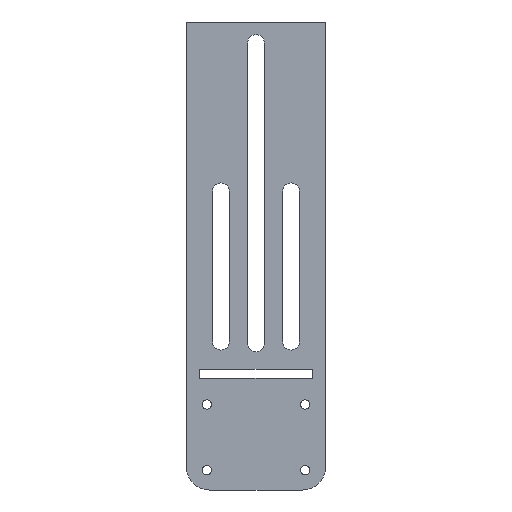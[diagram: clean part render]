
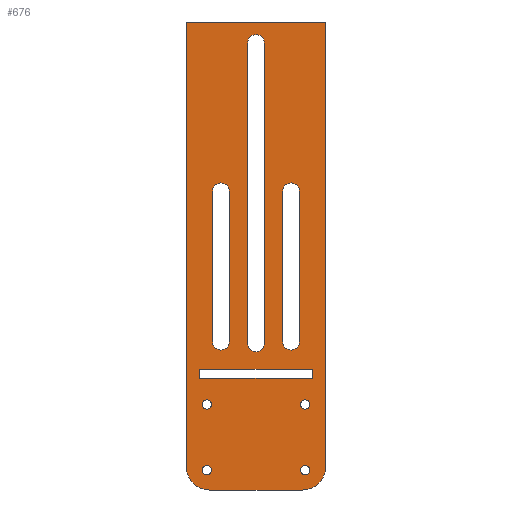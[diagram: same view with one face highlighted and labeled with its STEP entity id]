
A CAD part, front view. The second image highlights one B-rep face of the part: STEP entity #676.
In plain terms, the highlighted planar face has unit normal (0, -1, 0).
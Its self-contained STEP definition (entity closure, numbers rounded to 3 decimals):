
#27=FACE_BOUND('',#139,.T.);
#28=FACE_BOUND('',#140,.T.);
#29=FACE_BOUND('',#141,.T.);
#30=FACE_BOUND('',#142,.T.);
#31=FACE_BOUND('',#143,.T.);
#32=FACE_BOUND('',#144,.T.);
#33=FACE_BOUND('',#145,.T.);
#34=FACE_BOUND('',#146,.T.);
#54=PLANE('',#758);
#90=FACE_OUTER_BOUND('',#138,.T.);
#138=EDGE_LOOP('',(#599,#600,#601,#602,#603,#604));
#139=EDGE_LOOP('',(#605));
#140=EDGE_LOOP('',(#606));
#141=EDGE_LOOP('',(#607));
#142=EDGE_LOOP('',(#608));
#143=EDGE_LOOP('',(#609,#610,#611,#612));
#144=EDGE_LOOP('',(#613,#614,#615,#616));
#145=EDGE_LOOP('',(#617,#618,#619,#620));
#146=EDGE_LOOP('',(#621,#622,#623,#624));
#155=LINE('',#1011,#213);
#160=LINE('',#1025,#218);
#163=LINE('',#1035,#221);
#168=LINE('',#1049,#226);
#171=LINE('',#1059,#229);
#176=LINE('',#1073,#234);
#179=LINE('',#1083,#237);
#183=LINE('',#1091,#241);
#186=LINE('',#1097,#244);
#189=LINE('',#1102,#247);
#191=LINE('',#1107,#249);
#195=LINE('',#1115,#253);
#199=LINE('',#1127,#257);
#203=LINE('',#1138,#261);
#213=VECTOR('',#827,10.);
#218=VECTOR('',#840,10.);
#221=VECTOR('',#851,10.);
#226=VECTOR('',#864,10.);
#229=VECTOR('',#875,10.);
#234=VECTOR('',#888,10.);
#237=VECTOR('',#899,10.);
#241=VECTOR('',#905,10.);
#244=VECTOR('',#910,10.);
#247=VECTOR('',#915,10.);
#249=VECTOR('',#919,10.);
#253=VECTOR('',#925,10.);
#257=VECTOR('',#937,10.);
#261=VECTOR('',#949,10.);
#266=CIRCLE('',#696,1.);
#270=CIRCLE('',#703,1.);
#274=CIRCLE('',#710,1.);
#278=CIRCLE('',#717,1.);
#279=CIRCLE('',#721,1.8);
#281=CIRCLE('',#725,1.8);
#283=CIRCLE('',#729,1.8);
#285=CIRCLE('',#733,1.8);
#287=CIRCLE('',#737,1.8);
#289=CIRCLE('',#741,1.8);
#291=CIRCLE('',#750,5.);
#293=CIRCLE('',#754,5.);
#298=VERTEX_POINT('',#965);
#302=VERTEX_POINT('',#978);
#306=VERTEX_POINT('',#991);
#310=VERTEX_POINT('',#1004);
#311=VERTEX_POINT('',#1009);
#312=VERTEX_POINT('',#1010);
#315=VERTEX_POINT('',#1018);
#317=VERTEX_POINT('',#1024);
#319=VERTEX_POINT('',#1033);
#320=VERTEX_POINT('',#1034);
#323=VERTEX_POINT('',#1042);
#325=VERTEX_POINT('',#1048);
#327=VERTEX_POINT('',#1057);
#328=VERTEX_POINT('',#1058);
#331=VERTEX_POINT('',#1066);
#333=VERTEX_POINT('',#1072);
#335=VERTEX_POINT('',#1081);
#336=VERTEX_POINT('',#1082);
#339=VERTEX_POINT('',#1090);
#341=VERTEX_POINT('',#1096);
#343=VERTEX_POINT('',#1105);
#344=VERTEX_POINT('',#1106);
#347=VERTEX_POINT('',#1114);
#349=VERTEX_POINT('',#1120);
#351=VERTEX_POINT('',#1126);
#353=VERTEX_POINT('',#1132);
#360=EDGE_CURVE('',#298,#298,#266,.T.);
#366=EDGE_CURVE('',#302,#302,#270,.T.);
#372=EDGE_CURVE('',#306,#306,#274,.T.);
#378=EDGE_CURVE('',#310,#310,#278,.T.);
#379=EDGE_CURVE('',#311,#312,#155,.T.);
#383=EDGE_CURVE('',#315,#311,#279,.T.);
#386=EDGE_CURVE('',#317,#315,#160,.T.);
#389=EDGE_CURVE('',#312,#317,#281,.T.);
#391=EDGE_CURVE('',#319,#320,#163,.T.);
#395=EDGE_CURVE('',#323,#319,#283,.T.);
#398=EDGE_CURVE('',#325,#323,#168,.T.);
#401=EDGE_CURVE('',#320,#325,#285,.T.);
#403=EDGE_CURVE('',#327,#328,#171,.T.);
#407=EDGE_CURVE('',#331,#327,#287,.T.);
#410=EDGE_CURVE('',#333,#331,#176,.T.);
#413=EDGE_CURVE('',#328,#333,#289,.T.);
#415=EDGE_CURVE('',#335,#336,#179,.T.);
#419=EDGE_CURVE('',#339,#335,#183,.T.);
#422=EDGE_CURVE('',#341,#339,#186,.T.);
#425=EDGE_CURVE('',#336,#341,#189,.T.);
#427=EDGE_CURVE('',#343,#344,#191,.T.);
#431=EDGE_CURVE('',#344,#347,#195,.T.);
#434=EDGE_CURVE('',#349,#347,#291,.T.);
#437=EDGE_CURVE('',#349,#351,#199,.T.);
#440=EDGE_CURVE('',#353,#351,#293,.T.);
#443=EDGE_CURVE('',#353,#343,#203,.T.);
#599=ORIENTED_EDGE('',*,*,#443,.T.);
#600=ORIENTED_EDGE('',*,*,#427,.T.);
#601=ORIENTED_EDGE('',*,*,#431,.T.);
#602=ORIENTED_EDGE('',*,*,#434,.F.);
#603=ORIENTED_EDGE('',*,*,#437,.T.);
#604=ORIENTED_EDGE('',*,*,#440,.F.);
#605=ORIENTED_EDGE('',*,*,#360,.F.);
#606=ORIENTED_EDGE('',*,*,#366,.F.);
#607=ORIENTED_EDGE('',*,*,#372,.F.);
#608=ORIENTED_EDGE('',*,*,#378,.F.);
#609=ORIENTED_EDGE('',*,*,#425,.F.);
#610=ORIENTED_EDGE('',*,*,#415,.F.);
#611=ORIENTED_EDGE('',*,*,#419,.F.);
#612=ORIENTED_EDGE('',*,*,#422,.F.);
#613=ORIENTED_EDGE('',*,*,#413,.F.);
#614=ORIENTED_EDGE('',*,*,#403,.F.);
#615=ORIENTED_EDGE('',*,*,#407,.F.);
#616=ORIENTED_EDGE('',*,*,#410,.F.);
#617=ORIENTED_EDGE('',*,*,#401,.F.);
#618=ORIENTED_EDGE('',*,*,#391,.F.);
#619=ORIENTED_EDGE('',*,*,#395,.F.);
#620=ORIENTED_EDGE('',*,*,#398,.F.);
#621=ORIENTED_EDGE('',*,*,#389,.F.);
#622=ORIENTED_EDGE('',*,*,#379,.F.);
#623=ORIENTED_EDGE('',*,*,#383,.F.);
#624=ORIENTED_EDGE('',*,*,#386,.F.);
#676=ADVANCED_FACE('',(#90,#27,#28,#29,#30,#31,#32,#33,#34),#54,.F.);
#696=AXIS2_PLACEMENT_3D('',#967,#773,#774);
#703=AXIS2_PLACEMENT_3D('',#980,#789,#790);
#710=AXIS2_PLACEMENT_3D('',#993,#805,#806);
#717=AXIS2_PLACEMENT_3D('',#1006,#821,#822);
#721=AXIS2_PLACEMENT_3D('',#1019,#833,#834);
#725=AXIS2_PLACEMENT_3D('',#1030,#845,#846);
#729=AXIS2_PLACEMENT_3D('',#1043,#857,#858);
#733=AXIS2_PLACEMENT_3D('',#1054,#869,#870);
#737=AXIS2_PLACEMENT_3D('',#1067,#881,#882);
#741=AXIS2_PLACEMENT_3D('',#1078,#893,#894);
#750=AXIS2_PLACEMENT_3D('',#1121,#930,#931);
#754=AXIS2_PLACEMENT_3D('',#1133,#942,#943);
#758=AXIS2_PLACEMENT_3D('',#1141,#953,#954);
#773=DIRECTION('center_axis',(0.,-1.,0.));
#774=DIRECTION('ref_axis',(1.,0.,0.));
#789=DIRECTION('center_axis',(0.,-1.,0.));
#790=DIRECTION('ref_axis',(1.,0.,0.));
#805=DIRECTION('center_axis',(0.,-1.,0.));
#806=DIRECTION('ref_axis',(1.,0.,0.));
#821=DIRECTION('center_axis',(0.,-1.,0.));
#822=DIRECTION('ref_axis',(1.,0.,0.));
#827=DIRECTION('',(0.,0.,1.));
#833=DIRECTION('center_axis',(0.,-1.,0.));
#834=DIRECTION('ref_axis',(1.,0.,0.));
#840=DIRECTION('',(0.,0.,-1.));
#845=DIRECTION('center_axis',(0.,-1.,0.));
#846=DIRECTION('ref_axis',(-1.,0.,0.));
#851=DIRECTION('',(0.,0.,-1.));
#857=DIRECTION('center_axis',(0.,-1.,0.));
#858=DIRECTION('ref_axis',(-1.,0.,0.));
#864=DIRECTION('',(0.,0.,1.));
#869=DIRECTION('center_axis',(0.,-1.,0.));
#870=DIRECTION('ref_axis',(1.,0.,0.));
#875=DIRECTION('',(0.,0.,-1.));
#881=DIRECTION('center_axis',(0.,-1.,0.));
#882=DIRECTION('ref_axis',(-1.,0.,0.));
#888=DIRECTION('',(0.,0.,1.));
#893=DIRECTION('center_axis',(0.,-1.,0.));
#894=DIRECTION('ref_axis',(1.,0.,0.));
#899=DIRECTION('',(1.,0.,0.));
#905=DIRECTION('',(0.,0.,-1.));
#910=DIRECTION('',(-1.,0.,0.));
#915=DIRECTION('',(0.,0.,1.));
#919=DIRECTION('',(-1.,0.,0.));
#925=DIRECTION('',(0.,0.,-1.));
#930=DIRECTION('center_axis',(0.,1.,0.));
#931=DIRECTION('ref_axis',(0.,0.,-1.));
#937=DIRECTION('',(1.,0.,0.));
#942=DIRECTION('center_axis',(0.,1.,0.));
#943=DIRECTION('ref_axis',(1.,0.,0.));
#949=DIRECTION('',(0.,0.,1.));
#953=DIRECTION('center_axis',(0.,1.,0.));
#954=DIRECTION('ref_axis',(1.,0.,0.));
#965=CARTESIAN_POINT('',(9.5,0.,-51.081));
#967=CARTESIAN_POINT('Origin',(10.5,0.,-51.081));
#978=CARTESIAN_POINT('',(-11.5,0.,-51.081));
#980=CARTESIAN_POINT('Origin',(-10.5,0.,-51.081));
#991=CARTESIAN_POINT('',(9.5,0.,-37.069));
#993=CARTESIAN_POINT('Origin',(10.5,0.,-37.069));
#1004=CARTESIAN_POINT('',(-11.5,0.,-37.069));
#1006=CARTESIAN_POINT('Origin',(-10.5,0.,-37.069));
#1009=CARTESIAN_POINT('',(1.8,0.,-23.978));
#1010=CARTESIAN_POINT('',(1.8,0.,40.168));
#1011=CARTESIAN_POINT('',(1.8,0.,40.168));
#1018=CARTESIAN_POINT('',(-1.8,0.,-23.978));
#1019=CARTESIAN_POINT('Origin',(0.,0.,-23.978));
#1024=CARTESIAN_POINT('',(-1.8,0.,40.168));
#1025=CARTESIAN_POINT('',(-1.8,0.,-23.978));
#1030=CARTESIAN_POINT('Origin',(0.,0.,40.168));
#1033=CARTESIAN_POINT('',(-9.3,0.,8.491));
#1034=CARTESIAN_POINT('',(-9.3,0.,-23.62));
#1035=CARTESIAN_POINT('',(-9.3,0.,-23.62));
#1042=CARTESIAN_POINT('',(-5.7,0.,8.491));
#1043=CARTESIAN_POINT('Origin',(-7.5,0.,8.491));
#1048=CARTESIAN_POINT('',(-5.7,0.,-23.62));
#1049=CARTESIAN_POINT('',(-5.7,0.,8.491));
#1054=CARTESIAN_POINT('Origin',(-7.5,0.,-23.62));
#1057=CARTESIAN_POINT('',(5.7,0.,8.491));
#1058=CARTESIAN_POINT('',(5.7,0.,-23.62));
#1059=CARTESIAN_POINT('',(5.7,0.,8.491));
#1066=CARTESIAN_POINT('',(9.3,0.,8.491));
#1067=CARTESIAN_POINT('Origin',(7.5,0.,8.491));
#1072=CARTESIAN_POINT('',(9.3,0.,-23.62));
#1073=CARTESIAN_POINT('',(9.3,0.,-23.62));
#1078=CARTESIAN_POINT('Origin',(7.5,0.,-23.62));
#1081=CARTESIAN_POINT('',(-12.,0.,-31.48));
#1082=CARTESIAN_POINT('',(12.,0.,-31.48));
#1083=CARTESIAN_POINT('',(0.,0.,-31.48));
#1090=CARTESIAN_POINT('',(-12.,0.,-29.48));
#1091=CARTESIAN_POINT('',(-12.,0.,-29.48));
#1096=CARTESIAN_POINT('',(12.,0.,-29.48));
#1097=CARTESIAN_POINT('',(0.,0.,-29.48));
#1102=CARTESIAN_POINT('',(12.,0.,-31.48));
#1105=CARTESIAN_POINT('',(14.9,0.,44.675));
#1106=CARTESIAN_POINT('',(-14.9,0.,44.675));
#1107=CARTESIAN_POINT('',(14.9,0.,44.675));
#1114=CARTESIAN_POINT('',(-14.9,0.,-50.325));
#1115=CARTESIAN_POINT('',(-14.9,0.,44.675));
#1120=CARTESIAN_POINT('',(-9.9,0.,-55.325));
#1121=CARTESIAN_POINT('Origin',(-9.9,0.,-50.325));
#1126=CARTESIAN_POINT('',(9.9,0.,-55.325));
#1127=CARTESIAN_POINT('',(-9.9,0.,-55.325));
#1132=CARTESIAN_POINT('',(14.9,0.,-50.325));
#1133=CARTESIAN_POINT('Origin',(9.9,0.,-50.325));
#1138=CARTESIAN_POINT('',(14.9,0.,-50.325));
#1141=CARTESIAN_POINT('Origin',(0.,0.,-5.325));
